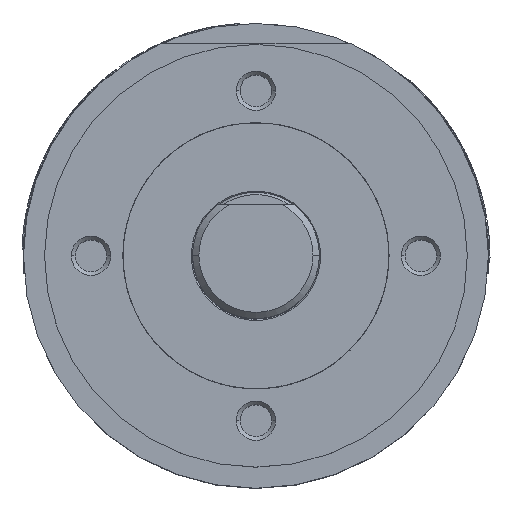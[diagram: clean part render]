
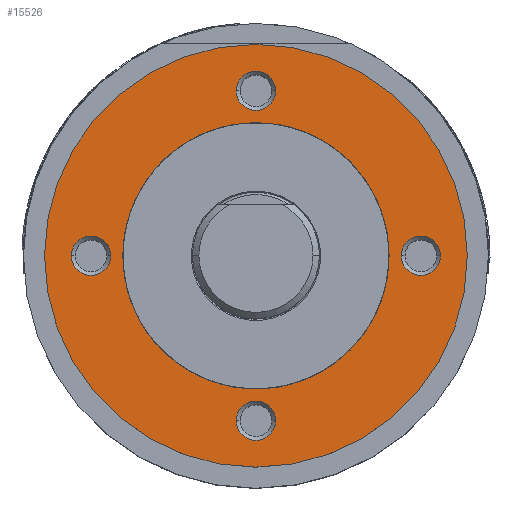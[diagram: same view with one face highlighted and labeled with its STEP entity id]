
A CAD part, top view. The second image highlights one B-rep face of the part: STEP entity #15526.
In plain terms, the highlighted planar face has unit normal (0, 0, 1).
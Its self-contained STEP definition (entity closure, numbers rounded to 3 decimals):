
#329 = EDGE_CURVE ( 'NONE', #15750, #65064, #26833, .T. ) ;
#632 = CARTESIAN_POINT ( 'NONE',  ( 0., 13., 0. ) ) ;
#1667 = EDGE_CURVE ( 'NONE', #25762, #52949, #24640, .T. ) ;
#2235 = DIRECTION ( 'NONE',  ( 1., 0., 0. ) ) ;
#3159 = CARTESIAN_POINT ( 'NONE',  ( 0., 0., 0. ) ) ;
#4240 = EDGE_LOOP ( 'NONE', ( #72093, #46676 ) ) ;
#4955 = CARTESIAN_POINT ( 'NONE',  ( 0., -13., 0. ) ) ;
#5686 = EDGE_CURVE ( 'NONE', #30926, #67302, #25537, .T. ) ;
#6932 = DIRECTION ( 'NONE',  ( -1., 0., 0. ) ) ;
#7289 = VERTEX_POINT ( 'NONE', #81447 ) ;
#7492 = FACE_BOUND ( 'NONE', #21938, .T. ) ;
#7954 = CIRCLE ( 'NONE', #30775, 1.55 ) ;
#8328 = CIRCLE ( 'NONE', #27970, 1.55 ) ;
#8591 = AXIS2_PLACEMENT_3D ( 'NONE', #53732, #16153, #60077 ) ;
#8603 = VERTEX_POINT ( 'NONE', #38082 ) ;
#9433 = DIRECTION ( 'NONE',  ( 1., 0., 0. ) ) ;
#10952 = DIRECTION ( 'NONE',  ( 0., 0., -1. ) ) ;
#11243 = DIRECTION ( 'NONE',  ( -1., 0., 0. ) ) ;
#11791 = AXIS2_PLACEMENT_3D ( 'NONE', #4955, #48823, #11243 ) ;
#14025 = EDGE_CURVE ( 'NONE', #52949, #25762, #36282, .T. ) ;
#14609 = ORIENTED_EDGE ( 'NONE', *, *, #22079, .T. ) ;
#15526 = ADVANCED_FACE ( 'NONE', ( #7492, #72368, #74340, #40912, #55638, #38943 ), #41828, .F. ) ;
#15750 = VERTEX_POINT ( 'NONE', #32431 ) ;
#16153 = DIRECTION ( 'NONE',  ( 0., 0., -1. ) ) ;
#16214 = CARTESIAN_POINT ( 'NONE',  ( 13., 0., 0. ) ) ;
#17736 = DIRECTION ( 'NONE',  ( 0., 0., -1. ) ) ;
#18253 = AXIS2_PLACEMENT_3D ( 'NONE', #3159, #47013, #9433 ) ;
#19886 = CIRCLE ( 'NONE', #11791, 1.55 ) ;
#19902 = EDGE_CURVE ( 'NONE', #65064, #15750, #8328, .T. ) ;
#20502 = CARTESIAN_POINT ( 'NONE',  ( 0., 0., 0. ) ) ;
#20854 = DIRECTION ( 'NONE',  ( 0., 0., -1. ) ) ;
#21258 = AXIS2_PLACEMENT_3D ( 'NONE', #58454, #20854, #46608 ) ;
#21938 = EDGE_LOOP ( 'NONE', ( #66866, #76764 ) ) ;
#22079 = EDGE_CURVE ( 'NONE', #7289, #39830, #34527, .T. ) ;
#22277 = AXIS2_PLACEMENT_3D ( 'NONE', #77459, #39840, #2235 ) ;
#22540 = DIRECTION ( 'NONE',  ( -1., 0., 0. ) ) ;
#23561 = CARTESIAN_POINT ( 'NONE',  ( 14.55, 0., 0. ) ) ;
#24075 = ORIENTED_EDGE ( 'NONE', *, *, #19902, .T. ) ;
#24640 = CIRCLE ( 'NONE', #31818, 16.663 ) ;
#25537 = CIRCLE ( 'NONE', #49347, 1.55 ) ;
#25762 = VERTEX_POINT ( 'NONE', #46605 ) ;
#26802 = DIRECTION ( 'NONE',  ( 1., 0., 0. ) ) ;
#26833 = CIRCLE ( 'NONE', #21258, 1.55 ) ;
#27492 = EDGE_LOOP ( 'NONE', ( #58125, #39096 ) ) ;
#27626 = EDGE_CURVE ( 'NONE', #50505, #65128, #69887, .T. ) ;
#27970 = AXIS2_PLACEMENT_3D ( 'NONE', #48526, #10952, #54878 ) ;
#28163 = CARTESIAN_POINT ( 'NONE',  ( 0., -13., 0. ) ) ;
#29491 = DIRECTION ( 'NONE',  ( 0., 0., -1. ) ) ;
#30775 = AXIS2_PLACEMENT_3D ( 'NONE', #632, #44520, #6932 ) ;
#30926 = VERTEX_POINT ( 'NONE', #57132 ) ;
#31818 = AXIS2_PLACEMENT_3D ( 'NONE', #34593, #78544, #40909 ) ;
#32431 = CARTESIAN_POINT ( 'NONE',  ( -14.55, 0., 0. ) ) ;
#33091 = EDGE_CURVE ( 'NONE', #39830, #7289, #7954, .T. ) ;
#34477 = DIRECTION ( 'NONE',  ( -1., 0., 0. ) ) ;
#34527 = CIRCLE ( 'NONE', #8591, 1.55 ) ;
#34593 = CARTESIAN_POINT ( 'NONE',  ( 0., 0., 0. ) ) ;
#35477 = CARTESIAN_POINT ( 'NONE',  ( -1.55, 13., 0. ) ) ;
#36282 = CIRCLE ( 'NONE', #18253, 16.663 ) ;
#37556 = EDGE_LOOP ( 'NONE', ( #78855, #81098 ) ) ;
#38082 = CARTESIAN_POINT ( 'NONE',  ( 10.5, 0., 0. ) ) ;
#38704 = CARTESIAN_POINT ( 'NONE',  ( -10.5, 0., 0. ) ) ;
#38943 = FACE_OUTER_BOUND ( 'NONE', #37556, .T. ) ;
#38997 = CARTESIAN_POINT ( 'NONE',  ( 11.45, 0., 0. ) ) ;
#39096 = ORIENTED_EDGE ( 'NONE', *, *, #64048, .F. ) ;
#39830 = VERTEX_POINT ( 'NONE', #35477 ) ;
#39840 = DIRECTION ( 'NONE',  ( 0., 0., 1. ) ) ;
#40909 = DIRECTION ( 'NONE',  ( 1., 0., 0. ) ) ;
#40912 = FACE_BOUND ( 'NONE', #52488, .T. ) ;
#41828 = PLANE ( 'NONE',  #58294 ) ;
#44520 = DIRECTION ( 'NONE',  ( 0., 0., -1. ) ) ;
#46605 = CARTESIAN_POINT ( 'NONE',  ( 16.663, 0., 0. ) ) ;
#46608 = DIRECTION ( 'NONE',  ( -1., 0., 0. ) ) ;
#46676 = ORIENTED_EDGE ( 'NONE', *, *, #80447, .T. ) ;
#47013 = DIRECTION ( 'NONE',  ( 0., 0., 1. ) ) ;
#48526 = CARTESIAN_POINT ( 'NONE',  ( -13., 0., 0. ) ) ;
#48823 = DIRECTION ( 'NONE',  ( 0., 0., -1. ) ) ;
#49347 = AXIS2_PLACEMENT_3D ( 'NONE', #28163, #72110, #34477 ) ;
#50505 = VERTEX_POINT ( 'NONE', #23561 ) ;
#52232 = ORIENTED_EDGE ( 'NONE', *, *, #329, .T. ) ;
#52488 = EDGE_LOOP ( 'NONE', ( #24075, #52232 ) ) ;
#52949 = VERTEX_POINT ( 'NONE', #65515 ) ;
#53732 = CARTESIAN_POINT ( 'NONE',  ( 0., 13., 0. ) ) ;
#54236 = AXIS2_PLACEMENT_3D ( 'NONE', #20502, #64419, #26802 ) ;
#54520 = EDGE_LOOP ( 'NONE', ( #14609, #81180 ) ) ;
#54801 = EDGE_CURVE ( 'NONE', #67302, #30926, #19886, .T. ) ;
#54878 = DIRECTION ( 'NONE',  ( -1., 0., 0. ) ) ;
#55339 = CARTESIAN_POINT ( 'NONE',  ( 13., 0., 0. ) ) ;
#55638 = FACE_BOUND ( 'NONE', #27492, .T. ) ;
#56219 = CIRCLE ( 'NONE', #54236, 10.5 ) ;
#57132 = CARTESIAN_POINT ( 'NONE',  ( 1.55, -13., 0. ) ) ;
#57948 = CARTESIAN_POINT ( 'NONE',  ( -11.45, 0., 0. ) ) ;
#58125 = ORIENTED_EDGE ( 'NONE', *, *, #78398, .F. ) ;
#58294 = AXIS2_PLACEMENT_3D ( 'NONE', #67098, #29491, #73434 ) ;
#58454 = CARTESIAN_POINT ( 'NONE',  ( -13., 0., 0. ) ) ;
#60077 = DIRECTION ( 'NONE',  ( -1., 0., 0. ) ) ;
#60136 = DIRECTION ( 'NONE',  ( 0., 0., -1. ) ) ;
#61667 = DIRECTION ( 'NONE',  ( -1., 0., 0. ) ) ;
#61750 = CIRCLE ( 'NONE', #64339, 1.55 ) ;
#64048 = EDGE_CURVE ( 'NONE', #79288, #8603, #81371, .T. ) ;
#64339 = AXIS2_PLACEMENT_3D ( 'NONE', #55339, #17736, #61667 ) ;
#64419 = DIRECTION ( 'NONE',  ( 0., 0., 1. ) ) ;
#65064 = VERTEX_POINT ( 'NONE', #57948 ) ;
#65128 = VERTEX_POINT ( 'NONE', #38997 ) ;
#65515 = CARTESIAN_POINT ( 'NONE',  ( -16.663, 0., 0. ) ) ;
#66866 = ORIENTED_EDGE ( 'NONE', *, *, #5686, .T. ) ;
#67098 = CARTESIAN_POINT ( 'NONE',  ( 0., 10.5, 0. ) ) ;
#67302 = VERTEX_POINT ( 'NONE', #80467 ) ;
#69887 = CIRCLE ( 'NONE', #71550, 1.55 ) ;
#71550 = AXIS2_PLACEMENT_3D ( 'NONE', #16214, #60136, #22540 ) ;
#72093 = ORIENTED_EDGE ( 'NONE', *, *, #27626, .T. ) ;
#72110 = DIRECTION ( 'NONE',  ( 0., 0., -1. ) ) ;
#72368 = FACE_BOUND ( 'NONE', #4240, .T. ) ;
#73434 = DIRECTION ( 'NONE',  ( -1., 0., 0. ) ) ;
#74340 = FACE_BOUND ( 'NONE', #54520, .T. ) ;
#76764 = ORIENTED_EDGE ( 'NONE', *, *, #54801, .T. ) ;
#77459 = CARTESIAN_POINT ( 'NONE',  ( 0., 0., 0. ) ) ;
#78398 = EDGE_CURVE ( 'NONE', #8603, #79288, #56219, .T. ) ;
#78544 = DIRECTION ( 'NONE',  ( 0., 0., 1. ) ) ;
#78855 = ORIENTED_EDGE ( 'NONE', *, *, #1667, .T. ) ;
#79288 = VERTEX_POINT ( 'NONE', #38704 ) ;
#80447 = EDGE_CURVE ( 'NONE', #65128, #50505, #61750, .T. ) ;
#80467 = CARTESIAN_POINT ( 'NONE',  ( -1.55, -13., 0. ) ) ;
#81098 = ORIENTED_EDGE ( 'NONE', *, *, #14025, .T. ) ;
#81180 = ORIENTED_EDGE ( 'NONE', *, *, #33091, .T. ) ;
#81371 = CIRCLE ( 'NONE', #22277, 10.5 ) ;
#81447 = CARTESIAN_POINT ( 'NONE',  ( 1.55, 13., 0. ) ) ;
